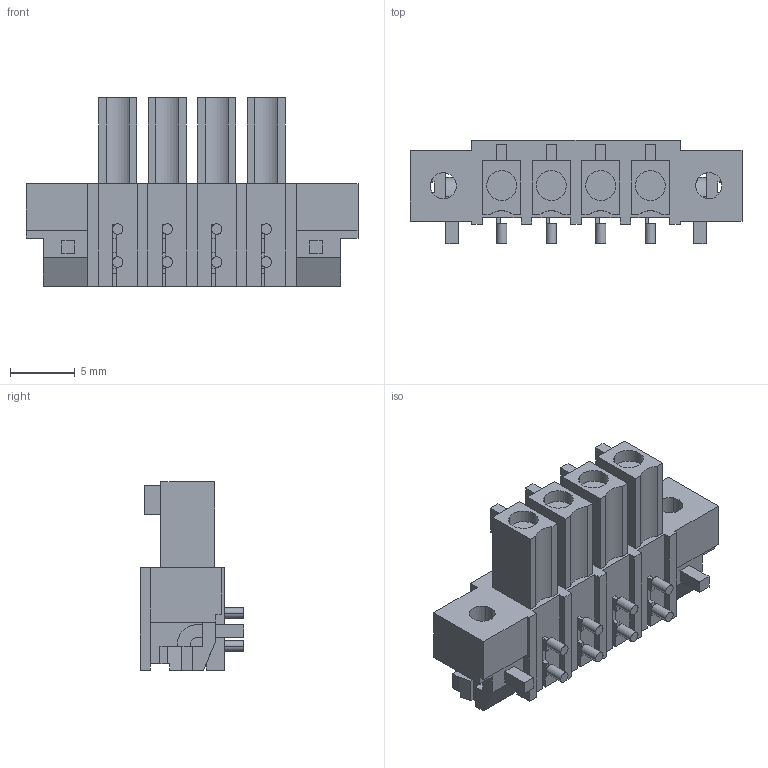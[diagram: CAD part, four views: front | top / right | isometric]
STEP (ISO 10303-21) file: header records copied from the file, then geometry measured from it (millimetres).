
FILE_DESCRIPTION(('CATIA V5 STEP Exchange'),'2;1');
FILE_NAME ('D1447079_0_1028740000_1028740000.stp','2016-12-08T12:09:18+00:00',('none'),('Weidmueller'),'CATIA Version 5-6 Release 2014','CATIA V5 STEP AP203','none');
FILE_SCHEMA(('CONFIG_CONTROL_DESIGN'));
Length unit declared in the file: millimetre
Products named in the file (1): 1028740000_S
Bounding box: 25.54 x 7.95 x 14.5 mm (x, y, z)
Volume: 1245.3 mm3; surface area: 1576.3 mm2
Topology: 7 solids, 7 shells, 344 faces, 904 edges, 592 vertices
Faces by surface type: plane 300, cylinder 44
Entity records: 9728 total; most frequent: ORIENTED_EDGE 1808, CARTESIAN_POINT 1791, DIRECTION 1293, EDGE_CURVE 904, VECTOR 775, LINE 775, VERTEX_POINT 592, EDGE_LOOP 370
